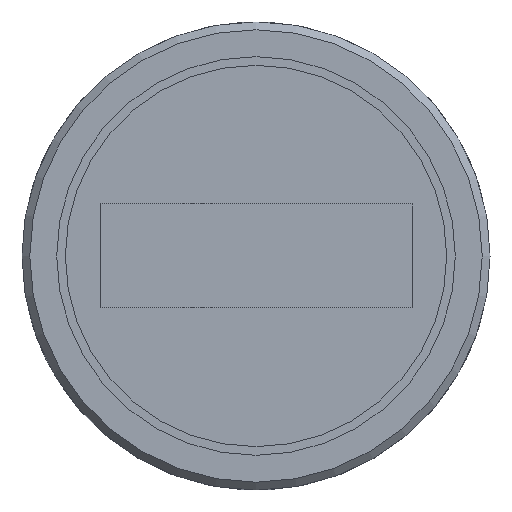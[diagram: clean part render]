
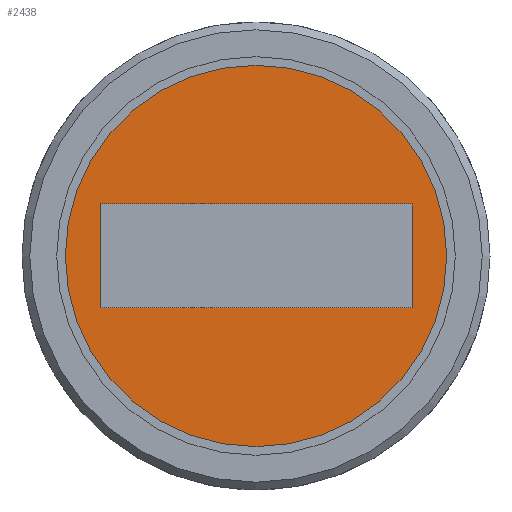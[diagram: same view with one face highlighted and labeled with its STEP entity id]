
A CAD part, top view. The second image highlights one B-rep face of the part: STEP entity #2438.
In plain terms, the highlighted planar face has unit normal (0, 0, 1).
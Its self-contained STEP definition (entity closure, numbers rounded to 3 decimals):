
#2282=CARTESIAN_POINT('',(18.,-106.,40.599));
#2283=VERTEX_POINT('',#2282);
#2298=CARTESIAN_POINT('',(-18.,-106.,40.599));
#2299=VERTEX_POINT('',#2298);
#2306=CARTESIAN_POINT('',(18.,-106.,40.599));
#2307=DIRECTION('',(-1.,0.,0.));
#2308=VECTOR('',#2307,36.);
#2309=LINE('',#2306,#2308);
#2310=EDGE_CURVE('',#2283,#2299,#2309,.T.);
#2329=CARTESIAN_POINT('',(-18.,-94.,40.599));
#2330=VERTEX_POINT('',#2329);
#2337=CARTESIAN_POINT('',(-18.,-106.,40.599));
#2338=DIRECTION('',(0.,1.,0.));
#2339=VECTOR('',#2338,12.);
#2340=LINE('',#2337,#2339);
#2341=EDGE_CURVE('',#2299,#2330,#2340,.T.);
#2360=CARTESIAN_POINT('',(18.,-94.,40.599));
#2361=VERTEX_POINT('',#2360);
#2368=CARTESIAN_POINT('',(-18.,-94.,40.599));
#2369=DIRECTION('',(1.,-0.,0.));
#2370=VECTOR('',#2369,36.);
#2371=LINE('',#2368,#2370);
#2372=EDGE_CURVE('',#2330,#2361,#2371,.T.);
#2382=CARTESIAN_POINT('',(22.,-100.,40.599));
#2383=VERTEX_POINT('',#2382);
#2392=CARTESIAN_POINT('',(0.,-100.,40.599));
#2393=DIRECTION('',(0.,0.,1.));
#2394=DIRECTION('',(1.,0.,-0.));
#2395=AXIS2_PLACEMENT_3D('',#2392,#2393,#2394);
#2396=CIRCLE('',#2395,22.);
#2397=EDGE_CURVE('',#2383,#2383,#2396,.T.);
#2415=CARTESIAN_POINT('',(18.,-94.,40.599));
#2416=DIRECTION('',(0.,-1.,0.));
#2417=VECTOR('',#2416,12.);
#2418=LINE('',#2415,#2417);
#2419=EDGE_CURVE('',#2361,#2283,#2418,.T.);
#2424=CARTESIAN_POINT('',(-0.,-100.,40.599));
#2425=DIRECTION('',(0.,0.,1.));
#2426=DIRECTION('',(-1.,0.,0.));
#2427=AXIS2_PLACEMENT_3D('',#2424,#2425,#2426);
#2428=PLANE('',#2427);
#2429=ORIENTED_EDGE('',*,*,#2397,.T.);
#2430=EDGE_LOOP('',(#2429));
#2431=FACE_BOUND('',#2430,.T.);
#2432=ORIENTED_EDGE('',*,*,#2310,.T.);
#2433=ORIENTED_EDGE('',*,*,#2341,.T.);
#2434=ORIENTED_EDGE('',*,*,#2372,.T.);
#2435=ORIENTED_EDGE('',*,*,#2419,.T.);
#2436=EDGE_LOOP('',(#2432,#2433,#2434,#2435));
#2437=FACE_BOUND('',#2436,.T.);
#2438=ADVANCED_FACE('',(#2431,#2437),#2428,.T.);
